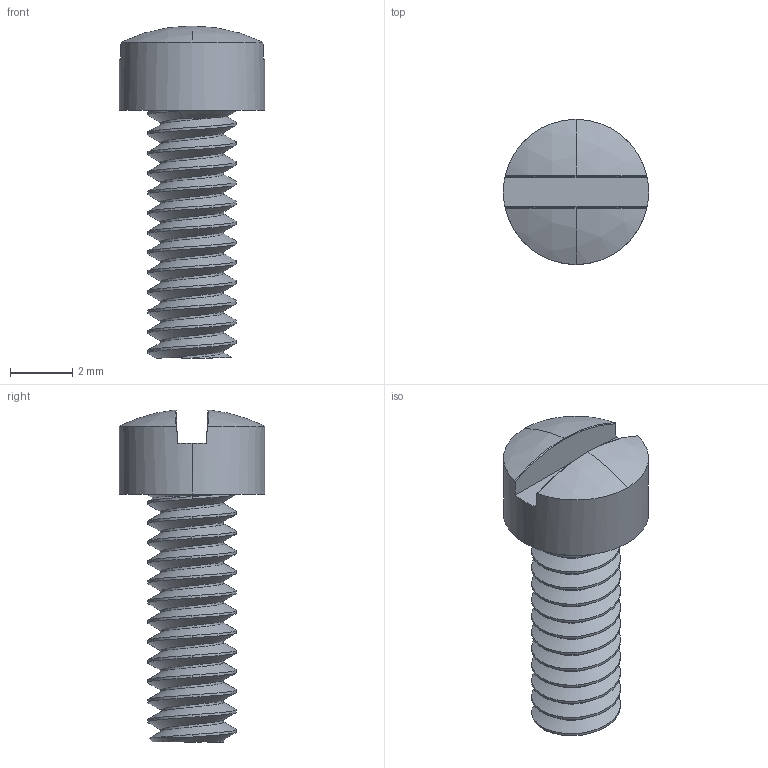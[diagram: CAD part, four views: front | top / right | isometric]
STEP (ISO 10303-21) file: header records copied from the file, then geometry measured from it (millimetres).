
FILE_DESCRIPTION (( 'STEP AP203' ), '1' );
FILE_NAME ('93939A109_Narrow Fillister Head Slotted Screws.STEP', '2022-12-01T19:59:50', ( 'Administrator' ), ( 'Managed by Terraform' ), 'SwSTEP 2.0', 'SolidWorks 2017', '' );
FILE_SCHEMA (( 'CONFIG_CONTROL_DESIGN' ));
Length unit declared in the file: inch
Products named in the file (1): 93939A109_Narrow Fillister Head Slotted Screws
Bounding box: 4.65 x 4.65 x 10.63 mm (x, y, z)
Volume: 75.2 mm3; surface area: 177.5 mm2
Topology: 1 solids, 1 shells, 47 faces, 130 edges, 86 vertices
Faces by surface type: cylinder 28, plane 5, sphere 4, cone 4, torus 3, bspline 3
Entity records: 3167 total; most frequent: CARTESIAN_POINT 2072, ORIENTED_EDGE 260, DIRECTION 174, EDGE_CURVE 130, VERTEX_POINT 86, AXIS2_PLACEMENT_3D 71, EDGE_LOOP 48, FACE_OUTER_BOUND 47
